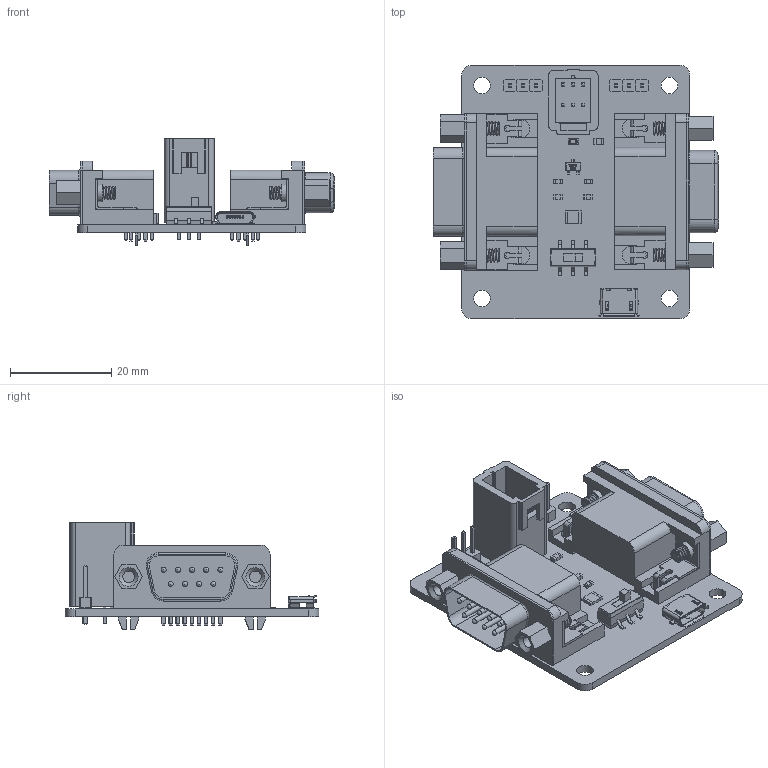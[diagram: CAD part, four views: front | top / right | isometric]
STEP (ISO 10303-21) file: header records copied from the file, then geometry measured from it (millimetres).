
FILE_DESCRIPTION(/* description */ (''),/* implementation_level */ '2;1');
FILE_NAME(/* name */ 'JWPF_6_pin_dev v10.step',/* time_stamp */ '2020-09-22T22:00:04+01:00',/* author */ (''),/* organization */ (''),/* preprocessor_version */ 'ST-DEVELOPER v18.1',/* originating_system */ 'Autodesk Translation Framework v9.3.0.1241',/* authorisation */ '');
FILE_SCHEMA (('AUTOMOTIVE_DESIGN { 1 0 10303 214 3 1 1 }'));
Products named in the file (28): JWPF_6_pin_dev; PCB Component; Board; 560pF; 100; JWPF_2X3; 3k; 120; C77238; DS1037-01-09_MALE; -OdaSv° O DRB; -s=adn O =at·s8= DRB-9MB; GFf= 1A 023 Sd  =at·s8eG DB, DRB; DRB-9MB; DS1037-01-09FNAKSI74; -s=adn O =at·s8= DRB-9FA F  DRB-9FB; -OdaSv° O DRB (1); DRB-9FB; GFf= 1A 023 Sd  =at·s8eG DB, DRB (1); PESD1CAN; CHIP-LED0805; JP2; PinArray; BodyArray; JP2 (1); PinArray (1); BodyArray (1); JS202011SCQN
Assembly tree (33 placements, depth 4):
  JWPF_6_pin_dev
    PCB Component
      Board
      560pF  x2
      100  x2
      JWPF_2X3
      3k
      120
      C77238
      DS1037-01-09_MALE
        -OdaSv° O DRB  x2
        GFf= 1A 023 Sd  =at·s8eG DB, DRB  x2
        -s=adn O =at·s8= DRB-9MB
        DRB-9MB
      DS1037-01-09FNAKSI74
        -OdaSv° O DRB (1)  x2
        -s=adn O =at·s8= DRB-9FA F  DRB-9FB
        DRB-9FB
        GFf= 1A 023 Sd  =at·s8eG DB, DRB (1)  x2
      PESD1CAN
      CHIP-LED0805
      JP2
        PinArray
        BodyArray
      JP2 (1)
        PinArray (1)
        BodyArray (1)
      JS202011SCQN
Bounding box: 56.26 x 50 x 20.97 mm (x, y, z)
Volume: 12989.3 mm3; surface area: 17078 mm2
Topology: 108 solids, 108 shells, 2448 faces, 6012 edges, 3809 vertices
Faces by surface type: plane 1486, bspline 459, cylinder 415, sphere 55, cone 17, torus 16
Full cylindrical faces by diameter (mm): 0.3 x1, 0.5 x2, 0.914 x6, 1 x33, 1.1 x1, 1.2 x9, 1.4 x3, 2 x4, 2.3 x4, 2.7 x4, 3 x4, 3.3 x4, 3.5 x4, 3.9 x4, 4.2 x4
Entity records: 107957 total; most frequent: CARTESIAN_POINT 58420, ORIENTED_EDGE 10060, DIRECTION 9035, EDGE_CURVE 5030, LINE 3837, VECTOR 3837, VERTEX_POINT 3207, AXIS2_PLACEMENT_3D 2599
